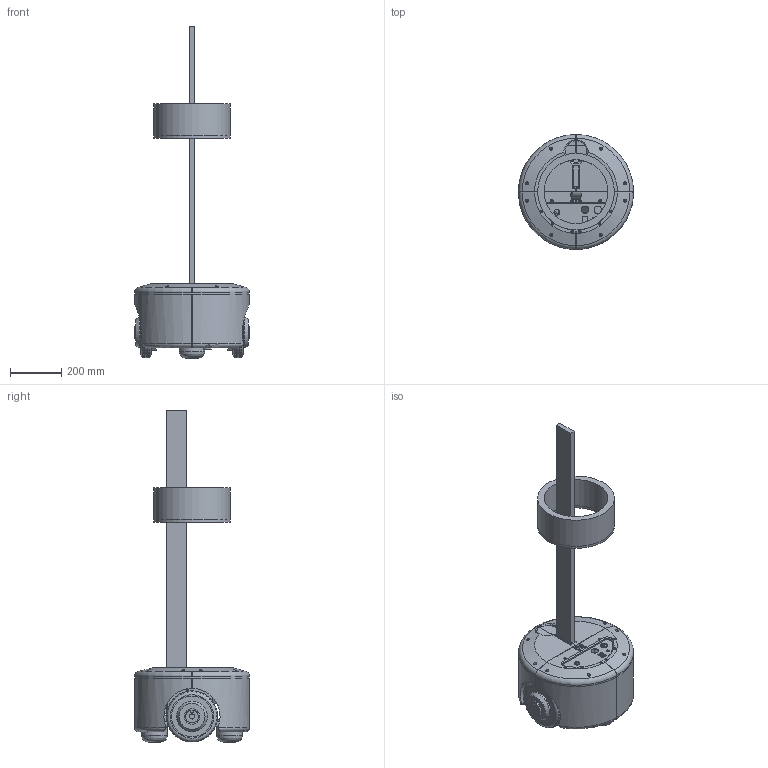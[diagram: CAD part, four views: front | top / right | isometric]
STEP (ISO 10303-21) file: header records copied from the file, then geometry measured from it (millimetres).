
FILE_DESCRIPTION(/* description */ (''),/* implementation_level */ '2;1');
FILE_NAME(/* name */ 'a12bf3b8-885e-4915-a1a7-c19b23120e92.stp',/* time_stamp */ '2020-10-13T16:26:55+00:00',/* author */ (''),/* organization */ (''),/* preprocessor_version */ 'ST-DEVELOPER v18.1',/* originating_system */ 'Autodesk Translation Framework v9.3.0.1241',/* authorisation */ '');
FILE_SCHEMA (('AUTOMOTIVE_DESIGN { 1 0 10303 214 3 1 1 }'));
Length unit declared in the file: millimetre
Products named in the file (6): ROSV2_001; body; wheels; drive; Lid; Top
Assembly tree (5 placements, depth 2):
  ROSV2_001
    body
    wheels
    drive
    Lid
    Top
Bounding box: 454 x 450 x 1300 mm (x, y, z)
Volume: 25892418.5 mm3; surface area: 3264562.6 mm2
Topology: 74 solids, 74 shells, 1573 faces, 3916 edges, 2588 vertices
Faces by surface type: plane 881, cylinder 553, cone 123, torus 12, bspline 4
Full cylindrical faces by diameter (mm): 2.8 x99, 3.8 x12, 4 x16, 4.2 x8, 4.244 x1, 4.256 x1, 4.4 x18, 4.5 x28, 4.8 x10, 6 x4, 8 x6, 10 x16, 12 x9, 18 x2, 18.5 x2, 19 x1, 20 x4, 20.4 x6, 20.5 x5, 22.25 x2, 22.5 x1, 24.6 x4, 25 x1, 25.5 x2, 29 x2, 29.3 x1, 30 x8, 31 x1, 33 x6, 33.5 x2
Entity records: 51358 total; most frequent: CARTESIAN_POINT 13280, ORIENTED_EDGE 7836, DIRECTION 7598, EDGE_CURVE 3918, AXIS2_PLACEMENT_3D 2836, VERTEX_POINT 2588, EDGE_LOOP 2048, LINE 1926
